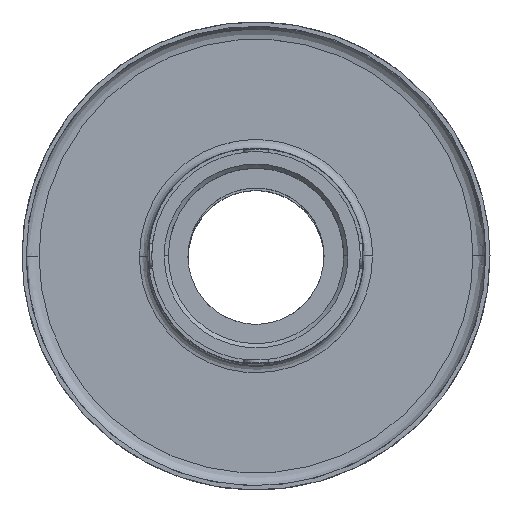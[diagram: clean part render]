
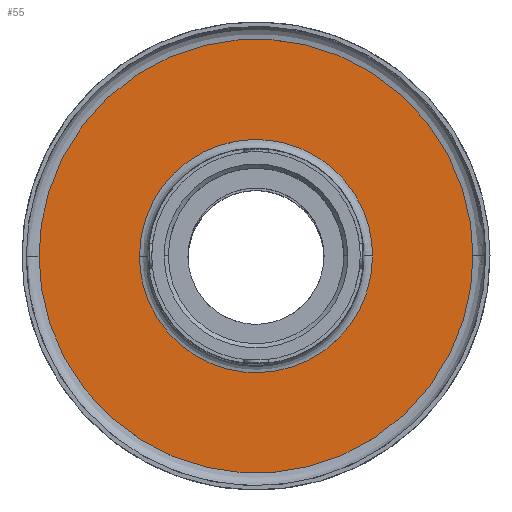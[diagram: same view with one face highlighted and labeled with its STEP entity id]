
A CAD part, top view. The second image highlights one B-rep face of the part: STEP entity #55.
In plain terms, the highlighted planar face has unit normal (0, 0, 1).
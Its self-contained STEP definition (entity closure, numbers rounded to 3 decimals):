
#55=ADVANCED_FACE('',(#163,#137),#1321,.T.);
#137=FACE_BOUND('',#255,.T.);
#163=FACE_OUTER_BOUND('',#254,.T.);
#254=EDGE_LOOP('',(#387,#388));
#255=EDGE_LOOP('',(#389,#390));
#387=ORIENTED_EDGE('',*,*,#762,.T.);
#388=ORIENTED_EDGE('',*,*,#759,.T.);
#389=ORIENTED_EDGE('',*,*,#767,.T.);
#390=ORIENTED_EDGE('',*,*,#763,.T.);
#759=EDGE_CURVE('',#1147,#1148,#1043,.T.);
#762=EDGE_CURVE('',#1148,#1147,#1046,.T.);
#763=EDGE_CURVE('',#1149,#1150,#1047,.T.);
#767=EDGE_CURVE('',#1150,#1149,#1051,.T.);
#1043=(
BOUNDED_CURVE()
B_SPLINE_CURVE(2,(#2926,#2927,#2928,#2929,#2930),.UNSPECIFIED.,.F.,.F.)
B_SPLINE_CURVE_WITH_KNOTS((3,2,3),(0.,40.055,80.111),
 .UNSPECIFIED.)
CURVE()
GEOMETRIC_REPRESENTATION_ITEM()
RATIONAL_B_SPLINE_CURVE((1.,0.707,1.,0.707,1.))
REPRESENTATION_ITEM('')
);
#1046=(
BOUNDED_CURVE()
B_SPLINE_CURVE(2,(#2937,#2938,#2939,#2940,#2941),.UNSPECIFIED.,.F.,.F.)
B_SPLINE_CURVE_WITH_KNOTS((3,2,3),(0.,40.055,80.111),
 .UNSPECIFIED.)
CURVE()
GEOMETRIC_REPRESENTATION_ITEM()
RATIONAL_B_SPLINE_CURVE((1.,0.707,1.,0.707,1.))
REPRESENTATION_ITEM('')
);
#1047=(
BOUNDED_CURVE()
B_SPLINE_CURVE(2,(#2942,#2943,#2944,#2945,#2946),.UNSPECIFIED.,.F.,.F.)
B_SPLINE_CURVE_WITH_KNOTS((3,2,3),(0.,21.518,43.035),
 .UNSPECIFIED.)
CURVE()
GEOMETRIC_REPRESENTATION_ITEM()
RATIONAL_B_SPLINE_CURVE((1.,0.707,1.,0.707,1.))
REPRESENTATION_ITEM('')
);
#1051=(
BOUNDED_CURVE()
B_SPLINE_CURVE(2,(#2958,#2959,#2960,#2961,#2962),.UNSPECIFIED.,.F.,.F.)
B_SPLINE_CURVE_WITH_KNOTS((3,2,3),(0.,21.518,43.035),
 .UNSPECIFIED.)
CURVE()
GEOMETRIC_REPRESENTATION_ITEM()
RATIONAL_B_SPLINE_CURVE((1.,0.707,1.,0.707,1.))
REPRESENTATION_ITEM('')
);
#1147=VERTEX_POINT('',#2818);
#1148=VERTEX_POINT('',#2819);
#1149=VERTEX_POINT('',#2820);
#1150=VERTEX_POINT('',#2821);
#1321=PLANE('',#1886);
#1886=AXIS2_PLACEMENT_3D('',#2312,#1973,$);
#1973=DIRECTION('',(0.,0.,1.));
#2312=CARTESIAN_POINT('',(-30.703,-30.703,0.5));
#2818=CARTESIAN_POINT('',(-25.5,0.,0.5));
#2819=CARTESIAN_POINT('',(25.5,0.,0.5));
#2820=CARTESIAN_POINT('',(-13.699,0.,0.5));
#2821=CARTESIAN_POINT('',(13.699,0.,0.5));
#2926=CARTESIAN_POINT('',(-25.5,0.,0.5));
#2927=CARTESIAN_POINT('',(-25.5,-25.5,0.5));
#2928=CARTESIAN_POINT('',(0.,-25.5,0.5));
#2929=CARTESIAN_POINT('',(25.5,-25.5,0.5));
#2930=CARTESIAN_POINT('',(25.5,0.,0.5));
#2937=CARTESIAN_POINT('',(25.5,0.,0.5));
#2938=CARTESIAN_POINT('',(25.5,25.5,0.5));
#2939=CARTESIAN_POINT('',(0.,25.5,0.5));
#2940=CARTESIAN_POINT('',(-25.5,25.5,0.5));
#2941=CARTESIAN_POINT('',(-25.5,0.,0.5));
#2942=CARTESIAN_POINT('',(-13.699,0.,0.5));
#2943=CARTESIAN_POINT('',(-13.699,13.699,0.5));
#2944=CARTESIAN_POINT('',(0.,13.699,0.5));
#2945=CARTESIAN_POINT('',(13.699,13.699,0.5));
#2946=CARTESIAN_POINT('',(13.699,0.,0.5));
#2958=CARTESIAN_POINT('',(13.699,0.,0.5));
#2959=CARTESIAN_POINT('',(13.699,-13.699,0.5));
#2960=CARTESIAN_POINT('',(0.,-13.699,0.5));
#2961=CARTESIAN_POINT('',(-13.699,-13.699,0.5));
#2962=CARTESIAN_POINT('',(-13.699,0.,0.5));
